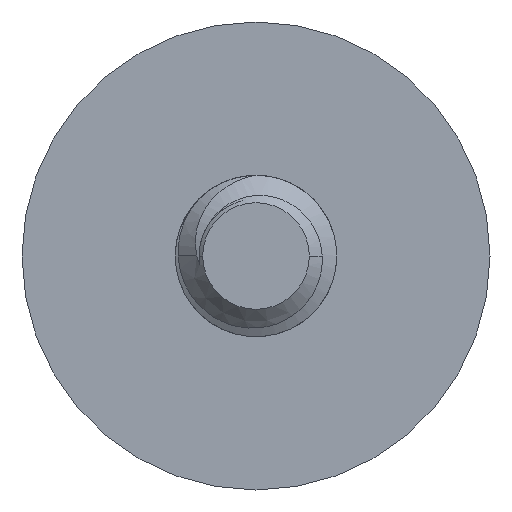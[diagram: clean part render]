
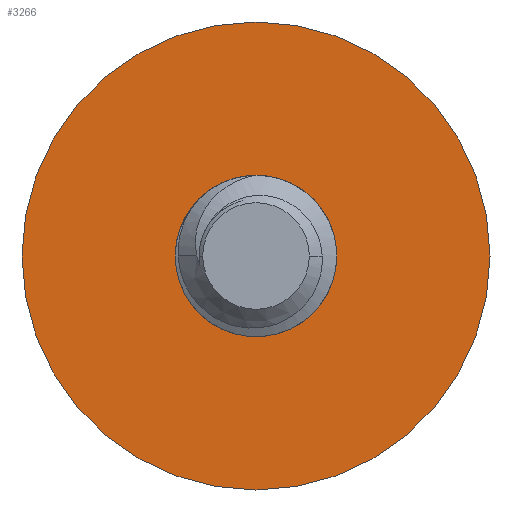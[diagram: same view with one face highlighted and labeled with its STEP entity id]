
A CAD part, front view. The second image highlights one B-rep face of the part: STEP entity #3266.
In plain terms, the highlighted planar face has unit normal (0, -1, 0).
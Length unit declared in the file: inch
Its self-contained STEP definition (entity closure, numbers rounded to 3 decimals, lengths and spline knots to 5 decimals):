
#582 = CARTESIAN_POINT ( 'NONE',  ( 0.2, -0.25, 0. ) ) ;
#595 = VERTEX_POINT ( 'NONE', #958 ) ;
#598 = VERTEX_POINT ( 'NONE', #843 ) ;
#647 = CARTESIAN_POINT ( 'NONE',  ( -0.2, -0.25, 0. ) ) ;
#843 = CARTESIAN_POINT ( 'NONE',  ( 0.04879, -0.25, 0.04879 ) ) ;
#850 = VERTEX_POINT ( 'NONE', #913 ) ;
#877 = VERTEX_POINT ( 'NONE', #582 ) ;
#887 = VERTEX_POINT ( 'NONE', #647 ) ;
#913 = CARTESIAN_POINT ( 'NONE',  ( 0.069, -0.25, 0. ) ) ;
#952 = CARTESIAN_POINT ( 'NONE',  ( -0.0487, -0.25, 0. ) ) ;
#958 = CARTESIAN_POINT ( 'NONE',  ( -0.03444, -0.25, -0.03444 ) ) ;
#1011 = VERTEX_POINT ( 'NONE', #952 ) ;
#1372 = CIRCLE ( 'NONE', #4918, 0.069 ) ;
#1421 = CIRCLE ( 'NONE', #4934, 0.2 ) ;
#1497 = EDGE_LOOP ( 'NONE', ( #1603, #1611, #1555, #1601 ) ) ;
#1512 = EDGE_LOOP ( 'NONE', ( #1881, #1600 ) ) ;
#1555 = ORIENTED_EDGE ( 'NONE', *, *, #3364, .F. ) ;
#1600 = ORIENTED_EDGE ( 'NONE', *, *, #3404, .T. ) ;
#1601 = ORIENTED_EDGE ( 'NONE', *, *, #3313, .F. ) ;
#1603 = ORIENTED_EDGE ( 'NONE', *, *, #3358, .T. ) ;
#1611 = ORIENTED_EDGE ( 'NONE', *, *, #3412, .F. ) ;
#1814 = FACE_OUTER_BOUND ( 'NONE', #1512, .T. ) ;
#1876 = CIRCLE ( 'NONE', #4927, 0.2 ) ;
#1881 = ORIENTED_EDGE ( 'NONE', *, *, #4834, .T. ) ;
#1907 = FACE_BOUND ( 'NONE', #1497, .T. ) ;
#1977 = CARTESIAN_POINT ( 'NONE',  ( -0.03444, -0.25, -0.03444 ) ) ;
#1978 = CARTESIAN_POINT ( 'NONE',  ( -0.04352, -0.25, -0.02536 ) ) ;
#1980 = CARTESIAN_POINT ( 'NONE',  ( -0.0487, -0.25, -0.01284 ) ) ;
#1991 = CARTESIAN_POINT ( 'NONE',  ( -0.0487, -0.25, 0. ) ) ;
#2027 = DIRECTION ( 'NONE',  ( -1., 0., 0. ) ) ;
#2028 = DIRECTION ( 'NONE',  ( 0., 1., 0. ) ) ;
#2031 = CARTESIAN_POINT ( 'NONE',  ( 0., -0.25, 0. ) ) ;
#2530 = CARTESIAN_POINT ( 'NONE',  ( -0.0487, -0.25, 0. ) ) ;
#2531 = CARTESIAN_POINT ( 'NONE',  ( -0.05066, -0.25, 0.01165 ) ) ;
#2532 = CARTESIAN_POINT ( 'NONE',  ( -0.04846, -0.25, 0.02372 ) ) ;
#2533 = CARTESIAN_POINT ( 'NONE',  ( -0.03695, -0.25, 0.04402 ) ) ;
#2534 = CARTESIAN_POINT ( 'NONE',  ( -0.02775, -0.25, 0.05226 ) ) ;
#2535 = CARTESIAN_POINT ( 'NONE',  ( -0.01198, -0.25, 0.05966 ) ) ;
#2536 = CARTESIAN_POINT ( 'NONE',  ( -0.00625, -0.25, 0.06136 ) ) ;
#2537 = CARTESIAN_POINT ( 'NONE',  ( 0.00527, -0.25, 0.06297 ) ) ;
#2538 = CARTESIAN_POINT ( 'NONE',  ( 0.01117, -0.25, 0.06299 ) ) ;
#2539 = CARTESIAN_POINT ( 'NONE',  ( 0.02277, -0.25, 0.06146 ) ) ;
#2540 = CARTESIAN_POINT ( 'NONE',  ( 0.02837, -0.25, 0.05994 ) ) ;
#2541 = CARTESIAN_POINT ( 'NONE',  ( 0.03917, -0.25, 0.05539 ) ) ;
#2542 = CARTESIAN_POINT ( 'NONE',  ( 0.04423, -0.25, 0.05239 ) ) ;
#2551 = CARTESIAN_POINT ( 'NONE',  ( 0.04879, -0.25, 0.04879 ) ) ;
#2601 = CARTESIAN_POINT ( 'NONE',  ( 0.00523, -0.25, -0.0563 ) ) ;
#2602 = CARTESIAN_POINT ( 'NONE',  ( -0.00059, -0.25, -0.05572 ) ) ;
#2603 = CARTESIAN_POINT ( 'NONE',  ( -0.01194, -0.25, -0.05258 ) ) ;
#2604 = CARTESIAN_POINT ( 'NONE',  ( -0.01722, -0.25, -0.0501 ) ) ;
#2605 = CARTESIAN_POINT ( 'NONE',  ( -0.02688, -0.25, -0.04334 ) ) ;
#2606 = CARTESIAN_POINT ( 'NONE',  ( -0.03101, -0.25, -0.03924 ) ) ;
#2615 = CARTESIAN_POINT ( 'NONE',  ( -0.03444, -0.25, -0.03444 ) ) ;
#3068 = DIRECTION ( 'NONE',  ( 1., 0., 0. ) ) ;
#3069 = DIRECTION ( 'NONE',  ( 0., -1., 0. ) ) ;
#3072 = CARTESIAN_POINT ( 'NONE',  ( 0., -0.25, 0. ) ) ;
#3266 = ADVANCED_FACE ( 'NONE', ( #1814, #1907 ), #3953, .T. ) ;
#3313 = EDGE_CURVE ( 'NONE', #598, #1011, #4557, .T. ) ;
#3358 = EDGE_CURVE ( 'NONE', #598, #850, #1372, .T. ) ;
#3364 = EDGE_CURVE ( 'NONE', #1011, #595, #4556, .T. ) ;
#3404 = EDGE_CURVE ( 'NONE', #887, #877, #1876, .T. ) ;
#3412 = EDGE_CURVE ( 'NONE', #595, #850, #4564, .T. ) ;
#3953 = PLANE ( 'NONE',  #4879 ) ;
#4115 = DIRECTION ( 'NONE',  ( 0., -1., 0. ) ) ;
#4117 = CARTESIAN_POINT ( 'NONE',  ( -0.2, -0.25, 0. ) ) ;
#4118 = DIRECTION ( 'NONE',  ( 1., 0., 0. ) ) ;
#4556 = B_SPLINE_CURVE_WITH_KNOTS ( 'NONE', 3,
 ( #1991, #1980, #1978, #1977 ),
 .UNSPECIFIED., .F., .F.,
 ( 4, 4 ),
 ( 0., 0.00098 ),
 .UNSPECIFIED. ) ;
#4557 = B_SPLINE_CURVE_WITH_KNOTS ( 'NONE', 3,
 ( #2551, #2542, #2541, #2540, #2539, #2538, #2537, #2536, #2535, #2534, #2533, #2532, #2531, #2530 ),
 .UNSPECIFIED., .F., .F.,
 ( 4, 2, 2, 2, 2, 2, 4 ),
 ( 0.00021, 0.00065, 0.0011, 0.00154, 0.00198, 0.00286, 0.00375 ),
 .UNSPECIFIED. ) ;
#4564 = B_SPLINE_CURVE_WITH_KNOTS ( 'NONE', 3,
 ( #2615, #2606, #2605, #2604, #2603, #2602, #2601, #4975, #4974, #4973, #4972, #4971, #4970, #4969 ),
 .UNSPECIFIED., .F., .F.,
 ( 4, 2, 2, 2, 2, 2, 4 ),
 ( 0., 0.00044, 0.00089, 0.00133, 0.00177, 0.00266, 0.00354 ),
 .UNSPECIFIED. ) ;
#4633 = DIRECTION ( 'NONE',  ( 1., 0., 0. ) ) ;
#4634 = DIRECTION ( 'NONE',  ( 0., -1., 0. ) ) ;
#4635 = CARTESIAN_POINT ( 'NONE',  ( 0., -0.25, 0. ) ) ;
#4834 = EDGE_CURVE ( 'NONE', #877, #887, #1421, .T. ) ;
#4879 = AXIS2_PLACEMENT_3D ( 'NONE', #4117, #4115, #4118 ) ;
#4918 = AXIS2_PLACEMENT_3D ( 'NONE', #2031, #2028, #2027 ) ;
#4927 = AXIS2_PLACEMENT_3D ( 'NONE', #3072, #3069, #3068 ) ;
#4934 = AXIS2_PLACEMENT_3D ( 'NONE', #4635, #4634, #4633 ) ;
#4969 = CARTESIAN_POINT ( 'NONE',  ( 0.069, -0.25, 0. ) ) ;
#4970 = CARTESIAN_POINT ( 'NONE',  ( 0.06763, -0.25, -0.0116 ) ) ;
#4971 = CARTESIAN_POINT ( 'NONE',  ( 0.06307, -0.25, -0.02282 ) ) ;
#4972 = CARTESIAN_POINT ( 'NONE',  ( 0.04884, -0.25, -0.04132 ) ) ;
#4973 = CARTESIAN_POINT ( 'NONE',  ( 0.03928, -0.25, -0.04866 ) ) ;
#4974 = CARTESIAN_POINT ( 'NONE',  ( 0.02268, -0.25, -0.05464 ) ) ;
#4975 = CARTESIAN_POINT ( 'NONE',  ( 0.01697, -0.25, -0.05577 ) ) ;
